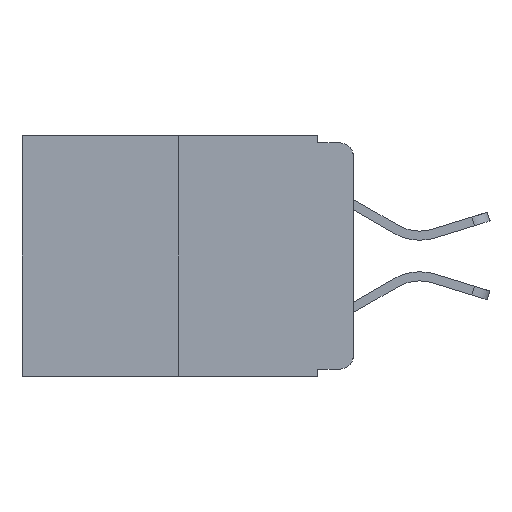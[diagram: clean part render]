
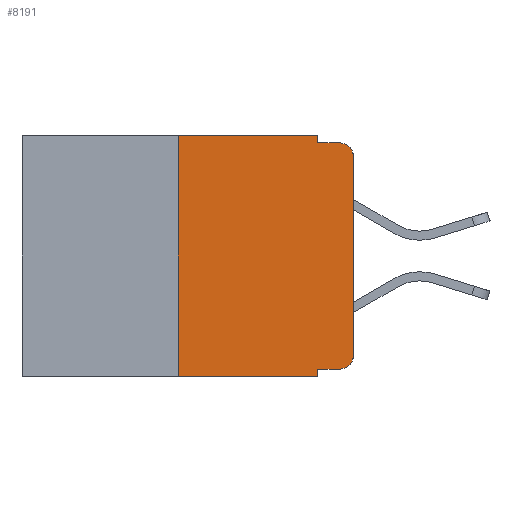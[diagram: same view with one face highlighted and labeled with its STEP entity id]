
A CAD part, left-side view. The second image highlights one B-rep face of the part: STEP entity #8191.
In plain terms, the highlighted planar face has unit normal (-1, 0, 0).
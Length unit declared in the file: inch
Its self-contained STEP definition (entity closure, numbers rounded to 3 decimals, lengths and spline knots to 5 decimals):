
#474 = CARTESIAN_POINT ( 'NONE',  ( 0., 0.051, -0.343 ) ) ;
#609 = CARTESIAN_POINT ( 'NONE',  ( 0., 0., -0.03 ) ) ;
#661 = DIRECTION ( 'NONE',  ( 0., 0., -1. ) ) ;
#760 = CARTESIAN_POINT ( 'NONE',  ( 0., 0., -0.313 ) ) ;
#1050 = DIRECTION ( 'NONE',  ( 0., 0., -1. ) ) ;
#1138 = ORIENTED_EDGE ( 'NONE', *, *, #8046, .F. ) ;
#1212 = VECTOR ( 'NONE', #2530, 39.37008 ) ;
#1306 = CARTESIAN_POINT ( 'NONE',  ( 0., 0.051, -0.333 ) ) ;
#1531 = LINE ( 'NONE', #7288, #7953 ) ;
#1577 = LINE ( 'NONE', #8988, #11671 ) ;
#1757 = LINE ( 'NONE', #2690, #3381 ) ;
#1867 = CARTESIAN_POINT ( 'NONE',  ( 0., 0.473, 0. ) ) ;
#2249 = CIRCLE ( 'NONE', #6596, 0.02 ) ;
#2266 = DIRECTION ( 'NONE',  ( 0., 0., -1. ) ) ;
#2358 = ORIENTED_EDGE ( 'NONE', *, *, #9626, .F. ) ;
#2366 = CIRCLE ( 'NONE', #8489, 0.02 ) ;
#2449 = VERTEX_POINT ( 'NONE', #474 ) ;
#2530 = DIRECTION ( 'NONE',  ( 0., -1., 0. ) ) ;
#2690 = CARTESIAN_POINT ( 'NONE',  ( 0., 0., 0. ) ) ;
#2755 = DIRECTION ( 'NONE',  ( 1., 0., 0. ) ) ;
#2913 = VERTEX_POINT ( 'NONE', #10785 ) ;
#3007 = DIRECTION ( 'NONE',  ( 0., 0., 1. ) ) ;
#3144 = VERTEX_POINT ( 'NONE', #1306 ) ;
#3188 = CARTESIAN_POINT ( 'NONE',  ( 0., 0.02, -0.313 ) ) ;
#3317 = CARTESIAN_POINT ( 'NONE',  ( 0., 0.051, -0.01 ) ) ;
#3322 = VERTEX_POINT ( 'NONE', #11004 ) ;
#3344 = DIRECTION ( 'NONE',  ( 0., -1., 0. ) ) ;
#3381 = VECTOR ( 'NONE', #6458, 39.37008 ) ;
#3406 = EDGE_CURVE ( 'NONE', #3322, #5527, #7554, .T. ) ;
#3519 = DIRECTION ( 'NONE',  ( 0., -1., 0. ) ) ;
#3680 = CARTESIAN_POINT ( 'NONE',  ( 0., 0.051, -0.333 ) ) ;
#3876 = DIRECTION ( 'NONE',  ( -1., 0., 0. ) ) ;
#3933 = EDGE_CURVE ( 'NONE', #3144, #2913, #11288, .T. ) ;
#4094 = EDGE_CURVE ( 'NONE', #10811, #3322, #4978, .T. ) ;
#4312 = VECTOR ( 'NONE', #3519, 39.37008 ) ;
#4328 = CARTESIAN_POINT ( 'NONE',  ( 0., 0.051, 0. ) ) ;
#4409 = EDGE_CURVE ( 'NONE', #9625, #7171, #2366, .T. ) ;
#4456 = LINE ( 'NONE', #8050, #7318 ) ;
#4668 = DIRECTION ( 'NONE',  ( 0., 0., -1. ) ) ;
#4834 = CARTESIAN_POINT ( 'NONE',  ( 0., 0.25, -0.343 ) ) ;
#4939 = ORIENTED_EDGE ( 'NONE', *, *, #3406, .F. ) ;
#4978 = LINE ( 'NONE', #5038, #8272 ) ;
#5038 = CARTESIAN_POINT ( 'NONE',  ( 0., 0.25, 0. ) ) ;
#5460 = CARTESIAN_POINT ( 'NONE',  ( 0., 0.473, 0. ) ) ;
#5527 = VERTEX_POINT ( 'NONE', #4328 ) ;
#5536 = VERTEX_POINT ( 'NONE', #760 ) ;
#5802 = PLANE ( 'NONE',  #7928 ) ;
#5865 = CARTESIAN_POINT ( 'NONE',  ( 0., 0.02, -0.01 ) ) ;
#6313 = ORIENTED_EDGE ( 'NONE', *, *, #3933, .T. ) ;
#6336 = EDGE_CURVE ( 'NONE', #5536, #9625, #1757, .T. ) ;
#6458 = DIRECTION ( 'NONE',  ( 0., 0., 1. ) ) ;
#6596 = AXIS2_PLACEMENT_3D ( 'NONE', #3188, #3876, #2266 ) ;
#6664 = DIRECTION ( 'NONE',  ( 0., -1., 0. ) ) ;
#6681 = ORIENTED_EDGE ( 'NONE', *, *, #4409, .T. ) ;
#6798 = EDGE_CURVE ( 'NONE', #10811, #2449, #4456, .T. ) ;
#6991 = ORIENTED_EDGE ( 'NONE', *, *, #4094, .F. ) ;
#7138 = CARTESIAN_POINT ( 'NONE',  ( 0., 0.051, -0.01 ) ) ;
#7171 = VERTEX_POINT ( 'NONE', #5865 ) ;
#7288 = CARTESIAN_POINT ( 'NONE',  ( 0., 0.051, 0. ) ) ;
#7318 = VECTOR ( 'NONE', #3344, 39.37008 ) ;
#7554 = LINE ( 'NONE', #1867, #4312 ) ;
#7681 = EDGE_CURVE ( 'NONE', #10586, #7171, #10051, .T. ) ;
#7742 = EDGE_LOOP ( 'NONE', ( #11108, #6681, #10749, #2358, #4939, #6991, #8107, #1138, #6313, #8537 ) ) ;
#7928 = AXIS2_PLACEMENT_3D ( 'NONE', #5460, #2755, #4668 ) ;
#7953 = VECTOR ( 'NONE', #11903, 39.37008 ) ;
#8046 = EDGE_CURVE ( 'NONE', #3144, #2449, #1577, .T. ) ;
#8050 = CARTESIAN_POINT ( 'NONE',  ( 0., 0.473, -0.343 ) ) ;
#8107 = ORIENTED_EDGE ( 'NONE', *, *, #6798, .T. ) ;
#8191 = ADVANCED_FACE ( 'NONE', ( #9245 ), #5802, .F. ) ;
#8272 = VECTOR ( 'NONE', #3007, 39.37008 ) ;
#8489 = AXIS2_PLACEMENT_3D ( 'NONE', #10439, #8584, #1050 ) ;
#8537 = ORIENTED_EDGE ( 'NONE', *, *, #9996, .T. ) ;
#8584 = DIRECTION ( 'NONE',  ( -1., 0., 0. ) ) ;
#8988 = CARTESIAN_POINT ( 'NONE',  ( 0., 0.051, 0. ) ) ;
#9245 = FACE_OUTER_BOUND ( 'NONE', #7742, .T. ) ;
#9625 = VERTEX_POINT ( 'NONE', #609 ) ;
#9626 = EDGE_CURVE ( 'NONE', #5527, #10586, #1531, .T. ) ;
#9651 = VECTOR ( 'NONE', #6664, 39.37008 ) ;
#9996 = EDGE_CURVE ( 'NONE', #2913, #5536, #2249, .T. ) ;
#10051 = LINE ( 'NONE', #3317, #1212 ) ;
#10439 = CARTESIAN_POINT ( 'NONE',  ( 0., 0.02, -0.03 ) ) ;
#10586 = VERTEX_POINT ( 'NONE', #7138 ) ;
#10749 = ORIENTED_EDGE ( 'NONE', *, *, #7681, .F. ) ;
#10785 = CARTESIAN_POINT ( 'NONE',  ( 0., 0.02, -0.333 ) ) ;
#10811 = VERTEX_POINT ( 'NONE', #4834 ) ;
#11004 = CARTESIAN_POINT ( 'NONE',  ( 0., 0.25, 0. ) ) ;
#11108 = ORIENTED_EDGE ( 'NONE', *, *, #6336, .T. ) ;
#11288 = LINE ( 'NONE', #3680, #9651 ) ;
#11671 = VECTOR ( 'NONE', #661, 39.37008 ) ;
#11903 = DIRECTION ( 'NONE',  ( 0., 0., -1. ) ) ;
